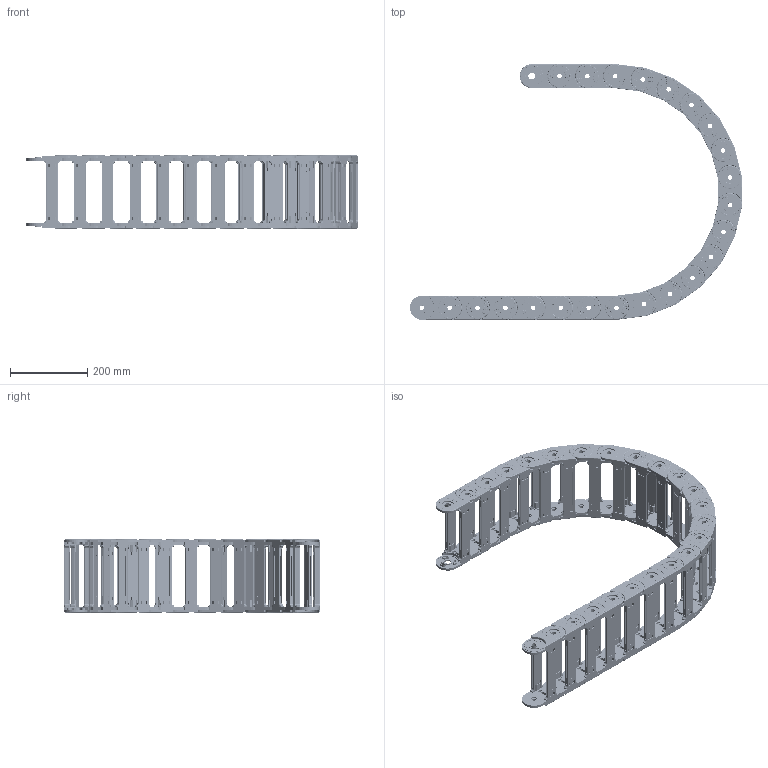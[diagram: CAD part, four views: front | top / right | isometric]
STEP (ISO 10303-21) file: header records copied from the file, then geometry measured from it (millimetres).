
FILE_DESCRIPTION (( 'STEP AP214' ), '1' );
FILE_NAME ('CK40-A160-R300.STEP', '2019-09-06T14:39:29', ( '' ), ( '' ), 'SwSTEP 2.0', 'SolidWorks 2017', '' );
FILE_SCHEMA (( 'AUTOMOTIVE_DESIGN' ));
Length unit declared in the file: millimetre
Products named in the file (2): CK40-A160-R300; CK40-A160
Assembly tree (23 placements, depth 2):
  CK40-A160-R300
    CK40-A160  x23
Bounding box: 860.05 x 662 x 189.4 mm (x, y, z)
Volume: 3926883.7 mm3; surface area: 2299362.4 mm2
Topology: 92 solids, 230 shells, 22356 faces, 57362 edges, 37076 vertices
Faces by surface type: plane 9476, cylinder 7728, bspline 2392, torus 2300, sphere 460
Entity records: 35353 total; most frequent: CARTESIAN_POINT 11408, DIRECTION 4984, ORIENTED_EDGE 4968, EDGE_CURVE 2484, AXIS2_PLACEMENT_3D 1816, VERTEX_POINT 1612, VECTOR 1352, LINE 1352
